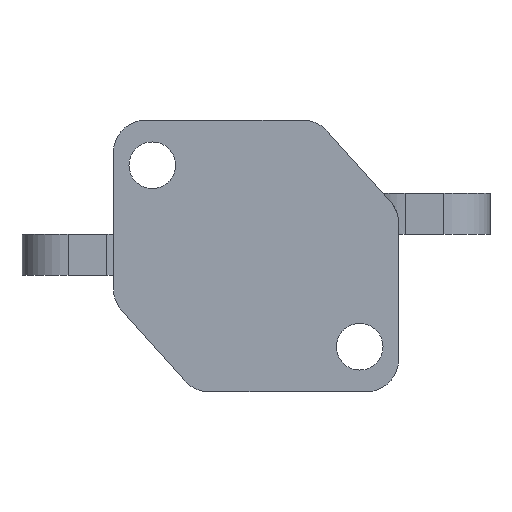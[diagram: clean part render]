
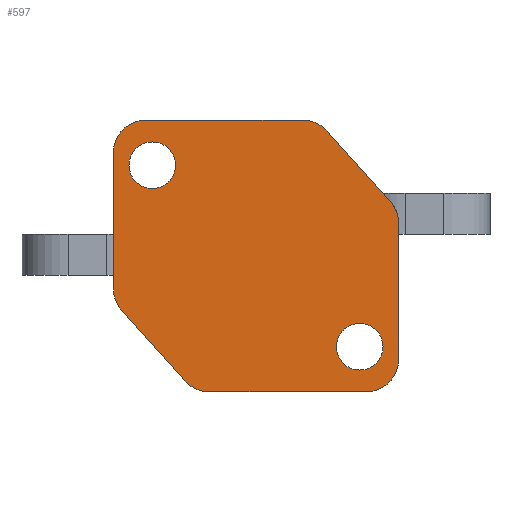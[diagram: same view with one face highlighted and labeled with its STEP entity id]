
A CAD part, left-side view. The second image highlights one B-rep face of the part: STEP entity #597.
In plain terms, the highlighted planar face has unit normal (-1, 0, 0).
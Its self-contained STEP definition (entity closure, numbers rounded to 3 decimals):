
#5 = VERTEX_POINT ( 'NONE', #18 ) ;
#18 = CARTESIAN_POINT ( 'NONE',  ( 16., -11., -8.554 ) ) ;
#43 = ORIENTED_EDGE ( 'NONE', *, *, #769, .F. ) ;
#53 = CARTESIAN_POINT ( 'NONE',  ( 16., 3.631, -19.05 ) ) ;
#63 = CARTESIAN_POINT ( 'NONE',  ( 16., 8., -4.075 ) ) ;
#64 = VERTEX_POINT ( 'NONE', #203 ) ;
#75 = EDGE_CURVE ( 'NONE', #64, #740, #1156, .T. ) ;
#110 = ORIENTED_EDGE ( 'NONE', *, *, #589, .F. ) ;
#115 = VECTOR ( 'NONE', #513, 1000. ) ;
#119 = EDGE_CURVE ( 'NONE', #183, #5, #936, .T. ) ;
#134 = VERTEX_POINT ( 'NONE', #139 ) ;
#139 = CARTESIAN_POINT ( 'NONE',  ( 16., 5.496, -20.715 ) ) ;
#141 = CIRCLE ( 'NONE', #173, 2.5 ) ;
#146 = CARTESIAN_POINT ( 'NONE',  ( 16., 3.631, -21.55 ) ) ;
#147 = DIRECTION ( 'NONE',  ( 0., 1., 0. ) ) ;
#157 = CARTESIAN_POINT ( 'NONE',  ( 16., -3.631, -0.6 ) ) ;
#163 = DIRECTION ( 'NONE',  ( 0., 0.666, 0.746 ) ) ;
#165 = ORIENTED_EDGE ( 'NONE', *, *, #660, .F. ) ;
#173 = AXIS2_PLACEMENT_3D ( 'NONE', #1097, #988, #147 ) ;
#176 = CIRCLE ( 'NONE', #1146, 1.8 ) ;
#181 = CARTESIAN_POINT ( 'NONE',  ( 16., 8.5, -0.6 ) ) ;
#183 = VERTEX_POINT ( 'NONE', #335 ) ;
#203 = CARTESIAN_POINT ( 'NONE',  ( 16., 11., -13.596 ) ) ;
#205 = CARTESIAN_POINT ( 'NONE',  ( 16., 6.2, -4.075 ) ) ;
#213 = ORIENTED_EDGE ( 'NONE', *, *, #75, .F. ) ;
#218 = CARTESIAN_POINT ( 'NONE',  ( 16., 11., -13.596 ) ) ;
#237 = AXIS2_PLACEMENT_3D ( 'NONE', #709, #475, #713 ) ;
#241 = AXIS2_PLACEMENT_3D ( 'NONE', #63, #670, #784 ) ;
#242 = EDGE_CURVE ( 'NONE', #5, #859, #553, .T. ) ;
#245 = DIRECTION ( 'NONE',  ( 0., 1., 0. ) ) ;
#252 = CIRCLE ( 'NONE', #241, 1.8 ) ;
#257 = CARTESIAN_POINT ( 'NONE',  ( 16., -8.5, -21.55 ) ) ;
#262 = CARTESIAN_POINT ( 'NONE',  ( 16., -8.5, -19.05 ) ) ;
#267 = CARTESIAN_POINT ( 'NONE',  ( 16., -3.631, -3.1 ) ) ;
#300 = AXIS2_PLACEMENT_3D ( 'NONE', #267, #800, #576 ) ;
#312 = CARTESIAN_POINT ( 'NONE',  ( 16., 10.365, -15.261 ) ) ;
#313 = LINE ( 'NONE', #1294, #691 ) ;
#327 = EDGE_CURVE ( 'NONE', #825, #64, #141, .T. ) ;
#334 = EDGE_LOOP ( 'NONE', ( #165, #977, #1241, #861, #110, #1201, #43, #213, #410, #1224, #1135, #890 ) ) ;
#335 = CARTESIAN_POINT ( 'NONE',  ( 16., -10.365, -6.889 ) ) ;
#343 = CIRCLE ( 'NONE', #1211, 2.5 ) ;
#351 = VERTEX_POINT ( 'NONE', #1195 ) ;
#377 = EDGE_CURVE ( 'NONE', #934, #351, #252, .T. ) ;
#388 = CARTESIAN_POINT ( 'NONE',  ( 16., -8.5, -21.55 ) ) ;
#389 = CARTESIAN_POINT ( 'NONE',  ( 16., -6.2, -18.075 ) ) ;
#403 = FACE_BOUND ( 'NONE', #1260, .T. ) ;
#410 = ORIENTED_EDGE ( 'NONE', *, *, #327, .F. ) ;
#451 = DIRECTION ( 'NONE',  ( 0., -1., 0. ) ) ;
#452 = FACE_OUTER_BOUND ( 'NONE', #334, .T. ) ;
#455 = CARTESIAN_POINT ( 'NONE',  ( 16., 8., -4.075 ) ) ;
#461 = VERTEX_POINT ( 'NONE', #181 ) ;
#471 = PLANE ( 'NONE',  #663 ) ;
#474 = ORIENTED_EDGE ( 'NONE', *, *, #1080, .T. ) ;
#475 = DIRECTION ( 'NONE',  ( 1., 0., 0. ) ) ;
#513 = DIRECTION ( 'NONE',  ( 0., -0.666, -0.746 ) ) ;
#517 = DIRECTION ( 'NONE',  ( 0., 1., 0. ) ) ;
#518 = CARTESIAN_POINT ( 'NONE',  ( 16., -11., -19.05 ) ) ;
#523 = CARTESIAN_POINT ( 'NONE',  ( 16., -5.496, -1.435 ) ) ;
#527 = CARTESIAN_POINT ( 'NONE',  ( 16., -8., -18.075 ) ) ;
#537 = DIRECTION ( 'NONE',  ( 1., 0., 0. ) ) ;
#553 = LINE ( 'NONE', #1158, #1051 ) ;
#561 = VERTEX_POINT ( 'NONE', #146 ) ;
#576 = DIRECTION ( 'NONE',  ( 0., -1., 0. ) ) ;
#578 = ORIENTED_EDGE ( 'NONE', *, *, #377, .T. ) ;
#589 = EDGE_CURVE ( 'NONE', #1192, #1098, #1110, .T. ) ;
#594 = EDGE_CURVE ( 'NONE', #134, #825, #313, .T. ) ;
#597 = ADVANCED_FACE ( 'NONE', ( #452, #705, #403 ), #471, .F. ) ;
#630 = VECTOR ( 'NONE', #1034, 1000. ) ;
#645 = CARTESIAN_POINT ( 'NONE',  ( 16., -3.631, -0.6 ) ) ;
#660 = EDGE_CURVE ( 'NONE', #859, #1243, #1002, .T. ) ;
#663 = AXIS2_PLACEMENT_3D ( 'NONE', #262, #804, #693 ) ;
#670 = DIRECTION ( 'NONE',  ( 1., 0., 0. ) ) ;
#687 = VERTEX_POINT ( 'NONE', #389 ) ;
#691 = VECTOR ( 'NONE', #163, 1000. ) ;
#692 = EDGE_CURVE ( 'NONE', #1153, #687, #747, .T. ) ;
#693 = DIRECTION ( 'NONE',  ( 0., 1., 0. ) ) ;
#705 = FACE_BOUND ( 'NONE', #1189, .T. ) ;
#708 = CARTESIAN_POINT ( 'NONE',  ( 16., -8.5, -19.05 ) ) ;
#709 = CARTESIAN_POINT ( 'NONE',  ( 16., -8., -18.075 ) ) ;
#713 = DIRECTION ( 'NONE',  ( 0., 1., 0. ) ) ;
#729 = CIRCLE ( 'NONE', #888, 1.8 ) ;
#732 = CARTESIAN_POINT ( 'NONE',  ( 16., -10.365, -6.889 ) ) ;
#740 = VERTEX_POINT ( 'NONE', #1310 ) ;
#747 = CIRCLE ( 'NONE', #237, 1.8 ) ;
#760 = CIRCLE ( 'NONE', #1083, 2.5 ) ;
#762 = ORIENTED_EDGE ( 'NONE', *, *, #692, .T. ) ;
#769 = EDGE_CURVE ( 'NONE', #740, #461, #760, .T. ) ;
#784 = DIRECTION ( 'NONE',  ( 0., 1., 0. ) ) ;
#800 = DIRECTION ( 'NONE',  ( 1., 0., 0. ) ) ;
#804 = DIRECTION ( 'NONE',  ( 1., 0., 0. ) ) ;
#809 = EDGE_CURVE ( 'NONE', #1098, #183, #990, .T. ) ;
#825 = VERTEX_POINT ( 'NONE', #312 ) ;
#841 = CARTESIAN_POINT ( 'NONE',  ( 16., 8.5, -3.1 ) ) ;
#859 = VERTEX_POINT ( 'NONE', #518 ) ;
#861 = ORIENTED_EDGE ( 'NONE', *, *, #809, .F. ) ;
#888 = AXIS2_PLACEMENT_3D ( 'NONE', #455, #1285, #1187 ) ;
#890 = ORIENTED_EDGE ( 'NONE', *, *, #1254, .F. ) ;
#897 = AXIS2_PLACEMENT_3D ( 'NONE', #708, #1027, #1129 ) ;
#908 = AXIS2_PLACEMENT_3D ( 'NONE', #1172, #1072, #245 ) ;
#934 = VERTEX_POINT ( 'NONE', #205 ) ;
#936 = CIRCLE ( 'NONE', #908, 2.5 ) ;
#971 = DIRECTION ( 'NONE',  ( 0., 1., 0. ) ) ;
#977 = ORIENTED_EDGE ( 'NONE', *, *, #242, .F. ) ;
#988 = DIRECTION ( 'NONE',  ( 1., 0., 0. ) ) ;
#990 = LINE ( 'NONE', #732, #115 ) ;
#1002 = CIRCLE ( 'NONE', #897, 2.5 ) ;
#1006 = LINE ( 'NONE', #157, #1040 ) ;
#1027 = DIRECTION ( 'NONE',  ( 1., 0., 0. ) ) ;
#1034 = DIRECTION ( 'NONE',  ( 0., 1., 0. ) ) ;
#1040 = VECTOR ( 'NONE', #451, 1000. ) ;
#1042 = DIRECTION ( 'NONE',  ( 0., 0., 1. ) ) ;
#1045 = DIRECTION ( 'NONE',  ( 0., 1., 0. ) ) ;
#1051 = VECTOR ( 'NONE', #1281, 1000. ) ;
#1064 = VECTOR ( 'NONE', #1042, 1000. ) ;
#1072 = DIRECTION ( 'NONE',  ( 1., 0., 0. ) ) ;
#1080 = EDGE_CURVE ( 'NONE', #687, #1153, #176, .T. ) ;
#1083 = AXIS2_PLACEMENT_3D ( 'NONE', #841, #1140, #1045 ) ;
#1097 = CARTESIAN_POINT ( 'NONE',  ( 16., 8.5, -13.596 ) ) ;
#1098 = VERTEX_POINT ( 'NONE', #523 ) ;
#1110 = CIRCLE ( 'NONE', #300, 2.5 ) ;
#1121 = ORIENTED_EDGE ( 'NONE', *, *, #1232, .T. ) ;
#1126 = EDGE_CURVE ( 'NONE', #561, #134, #343, .T. ) ;
#1129 = DIRECTION ( 'NONE',  ( 0., 1., 0. ) ) ;
#1135 = ORIENTED_EDGE ( 'NONE', *, *, #1126, .F. ) ;
#1140 = DIRECTION ( 'NONE',  ( 1., 0., 0. ) ) ;
#1146 = AXIS2_PLACEMENT_3D ( 'NONE', #527, #1147, #517 ) ;
#1147 = DIRECTION ( 'NONE',  ( 1., 0., 0. ) ) ;
#1153 = VERTEX_POINT ( 'NONE', #1266 ) ;
#1156 = LINE ( 'NONE', #218, #1064 ) ;
#1158 = CARTESIAN_POINT ( 'NONE',  ( 16., -11., -8.554 ) ) ;
#1172 = CARTESIAN_POINT ( 'NONE',  ( 16., -8.5, -8.554 ) ) ;
#1187 = DIRECTION ( 'NONE',  ( 0., 1., 0. ) ) ;
#1189 = EDGE_LOOP ( 'NONE', ( #762, #474 ) ) ;
#1192 = VERTEX_POINT ( 'NONE', #645 ) ;
#1195 = CARTESIAN_POINT ( 'NONE',  ( 16., 9.8, -4.075 ) ) ;
#1201 = ORIENTED_EDGE ( 'NONE', *, *, #1230, .F. ) ;
#1206 = LINE ( 'NONE', #257, #630 ) ;
#1211 = AXIS2_PLACEMENT_3D ( 'NONE', #53, #537, #971 ) ;
#1224 = ORIENTED_EDGE ( 'NONE', *, *, #594, .F. ) ;
#1230 = EDGE_CURVE ( 'NONE', #461, #1192, #1006, .T. ) ;
#1232 = EDGE_CURVE ( 'NONE', #351, #934, #729, .T. ) ;
#1241 = ORIENTED_EDGE ( 'NONE', *, *, #119, .F. ) ;
#1243 = VERTEX_POINT ( 'NONE', #388 ) ;
#1254 = EDGE_CURVE ( 'NONE', #1243, #561, #1206, .T. ) ;
#1260 = EDGE_LOOP ( 'NONE', ( #578, #1121 ) ) ;
#1266 = CARTESIAN_POINT ( 'NONE',  ( 16., -9.8, -18.075 ) ) ;
#1281 = DIRECTION ( 'NONE',  ( 0., 0., -1. ) ) ;
#1285 = DIRECTION ( 'NONE',  ( 1., 0., 0. ) ) ;
#1294 = CARTESIAN_POINT ( 'NONE',  ( 16., 5.496, -20.715 ) ) ;
#1310 = CARTESIAN_POINT ( 'NONE',  ( 16., 11., -3.1 ) ) ;
